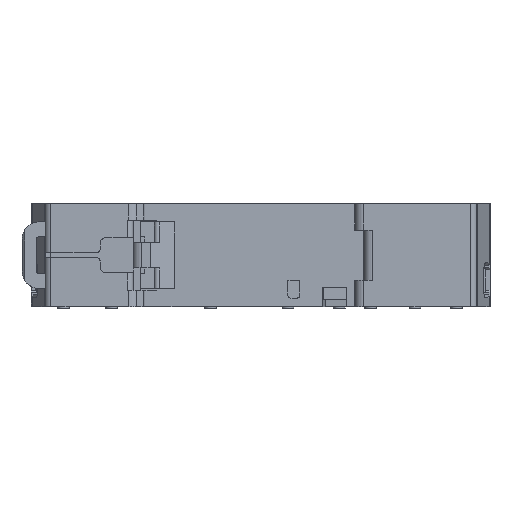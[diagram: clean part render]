
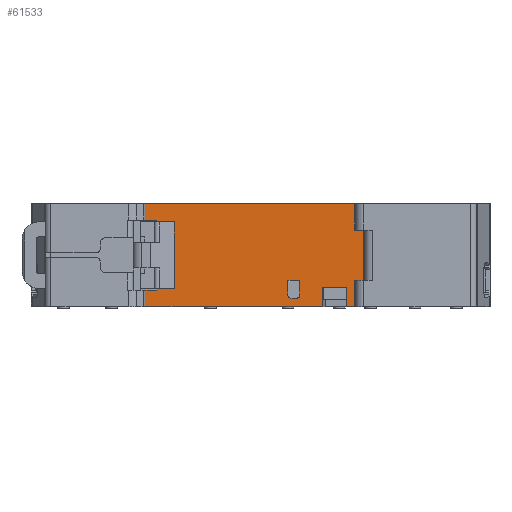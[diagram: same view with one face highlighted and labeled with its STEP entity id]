
A CAD part, front view. The second image highlights one B-rep face of the part: STEP entity #61533.
In plain terms, the highlighted planar face has unit normal (0, -1, 0).
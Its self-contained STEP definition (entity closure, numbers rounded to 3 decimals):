
#2472=DIRECTION('',(0.,0.,1.));
#2473=VECTOR('',#2472,17.5);
#2474=CARTESIAN_POINT('',(9.8,-46.,-4.5));
#2475=LINE('',#2474,#2473);
#2488=DIRECTION('',(1.,0.,0.));
#2489=VECTOR('',#2488,0.316);
#2490=CARTESIAN_POINT('',(-25.2,-46.,9.9));
#2491=LINE('',#2490,#2489);
#2492=DIRECTION('',(-1.,0.,0.));
#2493=VECTOR('',#2492,2.);
#2494=CARTESIAN_POINT('',(-25.2,-46.,10.2));
#2495=LINE('',#2494,#2493);
#2496=DIRECTION('',(0.,0.,1.));
#2497=VECTOR('',#2496,2.8);
#2498=CARTESIAN_POINT('',(-27.2,-46.,10.2));
#2499=LINE('',#2498,#2497);
#2500=DIRECTION('',(0.,0.,-1.));
#2501=VECTOR('',#2500,3.35);
#2502=CARTESIAN_POINT('',(2.856,-46.,-1.15));
#2503=LINE('',#2502,#2501);
#2504=DIRECTION('',(0.,0.,1.));
#2505=VECTOR('',#2504,2.8);
#2506=CARTESIAN_POINT('',(-27.2,-46.,-4.5));
#2507=LINE('',#2506,#2505);
#2508=DIRECTION('',(1.,0.,0.));
#2509=VECTOR('',#2508,2.);
#2510=CARTESIAN_POINT('',(-27.2,-46.,-1.7));
#2511=LINE('',#2510,#2509);
#2512=DIRECTION('',(1.,0.,0.));
#2513=VECTOR('',#2512,0.316);
#2514=CARTESIAN_POINT('',(-25.2,-46.,-1.4));
#2515=LINE('',#2514,#2513);
#2516=DIRECTION('',(0.,0.,-1.));
#2517=VECTOR('',#2516,11.3);
#2518=CARTESIAN_POINT('',(-24.884,-46.,9.9));
#2519=LINE('',#2518,#2517);
#2520=DIRECTION('',(-1.,0.,0.));
#2521=VECTOR('',#2520,2.);
#2522=CARTESIAN_POINT('',(-1.,-46.,0.));
#2523=LINE('',#2522,#2521);
#2524=DIRECTION('',(0.,0.,-1.));
#2525=VECTOR('',#2524,2.5);
#2526=CARTESIAN_POINT('',(-3.,-46.,0.));
#2527=LINE('',#2526,#2525);
#2528=CARTESIAN_POINT('',(-2.5,-46.,-2.5));
#2529=DIRECTION('',(0.,-1.,0.));
#2530=DIRECTION('',(-1.,0.,0.));
#2531=AXIS2_PLACEMENT_3D('',#2528,#2529,#2530);
#2533=CARTESIAN_POINT('',(-1.5,-46.,-2.5));
#2534=DIRECTION('',(0.,-1.,0.));
#2535=DIRECTION('',(0.,0.,-1.));
#2536=AXIS2_PLACEMENT_3D('',#2533,#2534,#2535);
#2584=DIRECTION('',(0.,0.,-1.));
#2585=VECTOR('',#2584,0.3);
#2586=CARTESIAN_POINT('',(-25.2,-46.,-1.4));
#2587=LINE('',#2586,#2585);
#3157=DIRECTION('',(1.,0.,0.));
#3158=VECTOR('',#3157,30.056);
#3159=CARTESIAN_POINT('',(-27.2,-46.,-4.5));
#3160=LINE('',#3159,#3158);
#3173=DIRECTION('',(1.,0.,0.));
#3174=VECTOR('',#3173,2.883);
#3175=CARTESIAN_POINT('',(6.917,-46.,-4.5));
#3176=LINE('',#3175,#3174);
#6197=DIRECTION('',(-1.,0.,0.));
#6198=VECTOR('',#6197,37.);
#6199=CARTESIAN_POINT('',(9.8,-46.,13.));
#6200=LINE('',#6199,#6198);
#15004=DIRECTION('',(0.,0.,-1.));
#15005=VECTOR('',#15004,0.3);
#15006=CARTESIAN_POINT('',(-25.2,-46.,10.2));
#15007=LINE('',#15006,#15005);
#26247=DIRECTION('',(0.,0.,-1.));
#26248=VECTOR('',#26247,3.35);
#26249=CARTESIAN_POINT('',(6.917,-46.,-1.15));
#26250=LINE('',#26249,#26248);
#26267=DIRECTION('',(1.,0.,0.));
#26268=VECTOR('',#26267,4.062);
#26269=CARTESIAN_POINT('',(2.856,-46.,-1.15));
#26270=LINE('',#26269,#26268);
#27549=DIRECTION('',(0.,0.,-1.));
#27550=VECTOR('',#27549,2.5);
#27551=CARTESIAN_POINT('',(-1.,-46.,0.));
#27552=LINE('',#27551,#27550);
#27635=DIRECTION('',(-1.,0.,0.));
#27636=VECTOR('',#27635,1.);
#27637=CARTESIAN_POINT('',(-1.5,-46.,-3.));
#27638=LINE('',#27637,#27636);
#46219=CARTESIAN_POINT('',(-27.2,-46.,-4.5));
#46220=VERTEX_POINT('',#46219);
#46221=CARTESIAN_POINT('',(2.856,-46.,-4.5));
#46222=VERTEX_POINT('',#46221);
#46227=CARTESIAN_POINT('',(6.917,-46.,-4.5));
#46228=VERTEX_POINT('',#46227);
#46229=CARTESIAN_POINT('',(9.8,-46.,-4.5));
#46230=VERTEX_POINT('',#46229);
#48751=CARTESIAN_POINT('',(-25.2,-46.,-1.7));
#48752=VERTEX_POINT('',#48751);
#48753=CARTESIAN_POINT('',(-27.2,-46.,-1.7));
#48754=VERTEX_POINT('',#48753);
#48795=CARTESIAN_POINT('',(-1.5,-46.,-3.));
#48796=CARTESIAN_POINT('',(-2.5,-46.,-3.));
#48797=VERTEX_POINT('',#48795);
#48798=VERTEX_POINT('',#48796);
#48799=CARTESIAN_POINT('',(-1.,-46.,-2.5));
#48800=VERTEX_POINT('',#48799);
#48801=CARTESIAN_POINT('',(6.917,-46.,-1.15));
#48802=VERTEX_POINT('',#48801);
#48803=CARTESIAN_POINT('',(2.856,-46.,-1.15));
#48804=VERTEX_POINT('',#48803);
#48805=CARTESIAN_POINT('',(-3.,-46.,-2.5));
#48806=VERTEX_POINT('',#48805);
#53262=CARTESIAN_POINT('',(-1.,-46.,0.));
#53263=VERTEX_POINT('',#53262);
#53264=CARTESIAN_POINT('',(-3.,-46.,0.));
#53265=VERTEX_POINT('',#53264);
#55532=CARTESIAN_POINT('',(9.8,-46.,13.));
#55533=VERTEX_POINT('',#55532);
#55534=CARTESIAN_POINT('',(-27.2,-46.,13.));
#55535=VERTEX_POINT('',#55534);
#56849=CARTESIAN_POINT('',(-27.2,-46.,10.2));
#56850=VERTEX_POINT('',#56849);
#56851=CARTESIAN_POINT('',(-25.2,-46.,10.2));
#56852=VERTEX_POINT('',#56851);
#58958=CARTESIAN_POINT('',(-25.2,-46.,9.9));
#58959=CARTESIAN_POINT('',(-24.884,-46.,9.9));
#58960=VERTEX_POINT('',#58958);
#58961=VERTEX_POINT('',#58959);
#58962=CARTESIAN_POINT('',(-25.2,-46.,-1.4));
#58963=CARTESIAN_POINT('',(-24.884,-46.,-1.4));
#58964=VERTEX_POINT('',#58962);
#58965=VERTEX_POINT('',#58963);
#61481=CARTESIAN_POINT('',(-46.1,-46.,0.));
#61482=DIRECTION('',(0.,-1.,0.));
#61483=DIRECTION('',(1.,0.,0.));
#61484=AXIS2_PLACEMENT_3D('',#61481,#61482,#61483);
#61485=PLANE('',#61484);
#61487=ORIENTED_EDGE('',*,*,#61486,.F.);
#61489=ORIENTED_EDGE('',*,*,#61488,.F.);
#61491=ORIENTED_EDGE('',*,*,#61490,.T.);
#61493=ORIENTED_EDGE('',*,*,#61492,.T.);
#61495=ORIENTED_EDGE('',*,*,#61494,.F.);
#61496=ORIENTED_EDGE('',*,*,#61464,.F.);
#61498=ORIENTED_EDGE('',*,*,#61497,.F.);
#61500=ORIENTED_EDGE('',*,*,#61499,.F.);
#61502=ORIENTED_EDGE('',*,*,#61501,.F.);
#61504=ORIENTED_EDGE('',*,*,#61503,.T.);
#61506=ORIENTED_EDGE('',*,*,#61505,.F.);
#61508=ORIENTED_EDGE('',*,*,#61507,.T.);
#61510=ORIENTED_EDGE('',*,*,#61509,.T.);
#61512=ORIENTED_EDGE('',*,*,#61511,.F.);
#61514=ORIENTED_EDGE('',*,*,#61513,.T.);
#61516=ORIENTED_EDGE('',*,*,#61515,.F.);
#61517=EDGE_LOOP('',(#61487,#61489,#61491,#61493,#61495,#61496,#61498,#61500,
#61502,#61504,#61506,#61508,#61510,#61512,#61514,#61516));
#61518=FACE_OUTER_BOUND('',#61517,.F.);
#61520=ORIENTED_EDGE('',*,*,#61519,.F.);
#61522=ORIENTED_EDGE('',*,*,#61521,.T.);
#61524=ORIENTED_EDGE('',*,*,#61523,.T.);
#61526=ORIENTED_EDGE('',*,*,#61525,.T.);
#61528=ORIENTED_EDGE('',*,*,#61527,.F.);
#61530=ORIENTED_EDGE('',*,*,#61529,.T.);
#61531=EDGE_LOOP('',(#61520,#61522,#61524,#61526,#61528,#61530));
#61532=FACE_BOUND('',#61531,.F.);
#61533=ADVANCED_FACE('',(#61518,#61532),#61485,.T.);
#2532=CIRCLE('',#2531,0.5);
#2537=CIRCLE('',#2536,0.5);
#61464=EDGE_CURVE('',#46230,#55533,#2475,.T.);
#61486=EDGE_CURVE('',#58960,#58961,#2491,.T.);
#61488=EDGE_CURVE('',#56852,#58960,#15007,.T.);
#61490=EDGE_CURVE('',#56852,#56850,#2495,.T.);
#61492=EDGE_CURVE('',#56850,#55535,#2499,.T.);
#61494=EDGE_CURVE('',#55533,#55535,#6200,.T.);
#61497=EDGE_CURVE('',#46228,#46230,#3176,.T.);
#61499=EDGE_CURVE('',#48802,#46228,#26250,.T.);
#61501=EDGE_CURVE('',#48804,#48802,#26270,.T.);
#61503=EDGE_CURVE('',#48804,#46222,#2503,.T.);
#61505=EDGE_CURVE('',#46220,#46222,#3160,.T.);
#61507=EDGE_CURVE('',#46220,#48754,#2507,.T.);
#61509=EDGE_CURVE('',#48754,#48752,#2511,.T.);
#61511=EDGE_CURVE('',#58964,#48752,#2587,.T.);
#61513=EDGE_CURVE('',#58964,#58965,#2515,.T.);
#61515=EDGE_CURVE('',#58961,#58965,#2519,.T.);
#61519=EDGE_CURVE('',#53263,#48800,#27552,.T.);
#61521=EDGE_CURVE('',#53263,#53265,#2523,.T.);
#61523=EDGE_CURVE('',#53265,#48806,#2527,.T.);
#61525=EDGE_CURVE('',#48806,#48798,#2532,.T.);
#61527=EDGE_CURVE('',#48797,#48798,#27638,.T.);
#61529=EDGE_CURVE('',#48797,#48800,#2537,.T.);
